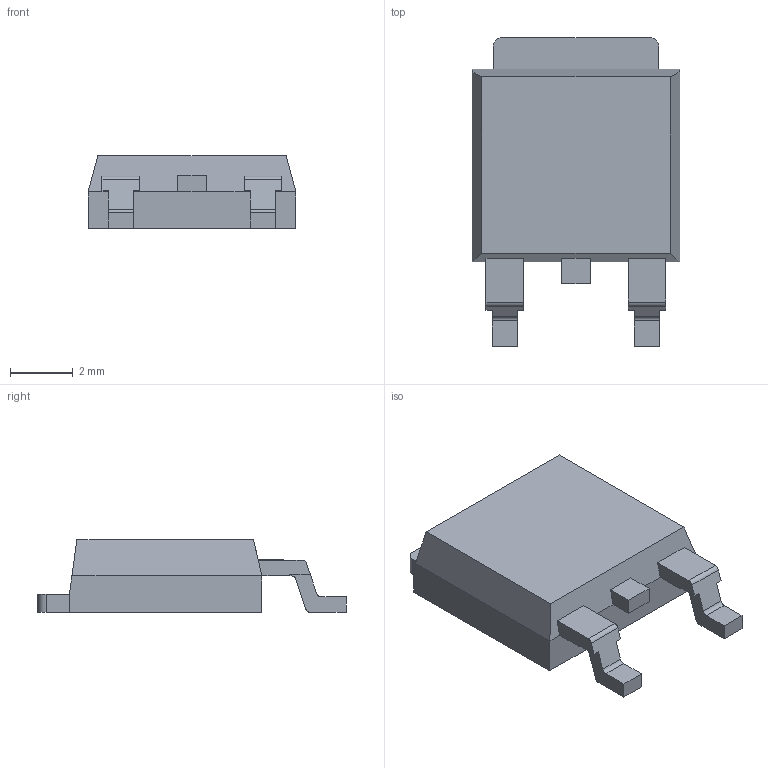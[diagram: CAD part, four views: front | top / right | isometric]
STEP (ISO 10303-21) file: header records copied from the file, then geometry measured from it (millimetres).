
FILE_DESCRIPTION(/* description */ ('Unknown'),/* implementation_level */ '2;1');
FILE_NAME(/* name */ 'STD10NM60N',/* time_stamp */ '2022-11-29T17:24:17+02:00',/* author */ ('Unknown'),/* organization */ ('Unknown'),/* preprocessor_version */ 'ST-DEVELOPER v18.1',/* originating_system */ 'Solid Edge',/* authorisation */ 'Unknown');
FILE_SCHEMA (('AUTOMOTIVE_DESIGN {1 0 10303 214 3 1 1}'));
Length unit declared in the file: millimetre
Products named in the file (1): STD10NM60N
Bounding box: 6.65 x 9.87 x 2.33 mm (x, y, z)
Volume: 97.8 mm3; surface area: 168.8 mm2
Topology: 1 solids, 1 shells, 65 faces, 185 edges, 122 vertices
Faces by surface type: plane 55, cylinder 10
Entity records: 2572 total; most frequent: CARTESIAN_POINT 385, ORIENTED_EDGE 370, DIRECTION 335, EDGE_CURVE 185, LINE 159, VECTOR 159, VERTEX_POINT 122, AXIS2_PLACEMENT_3D 88
